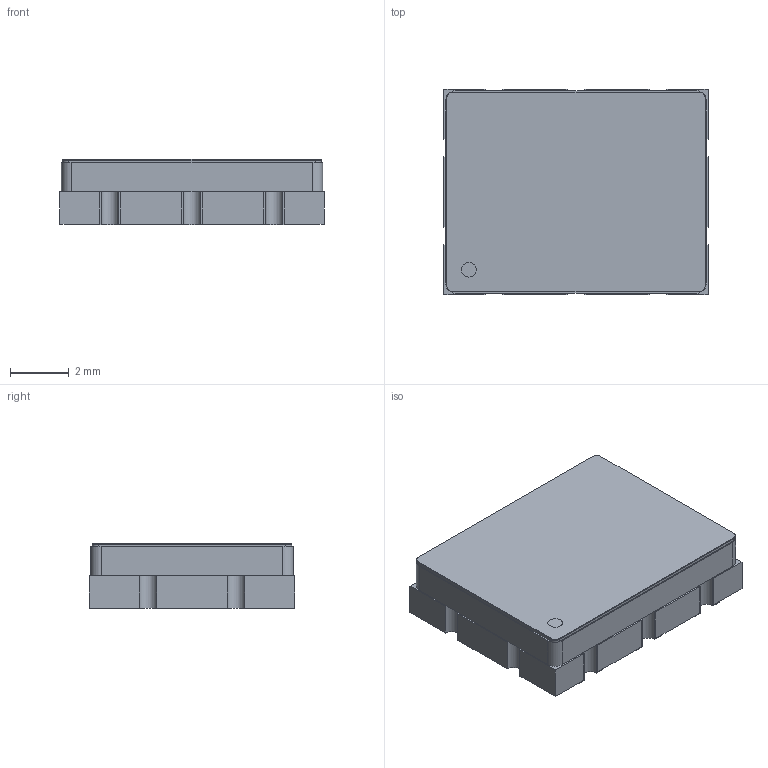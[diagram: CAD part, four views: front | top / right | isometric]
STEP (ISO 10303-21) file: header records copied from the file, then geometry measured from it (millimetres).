
FILE_DESCRIPTION(/* description */ (''),/* implementation_level */ '2;1');
FILE_NAME(/* name */ 'OSC_ABRACON_ASGTX.stp',/* time_stamp */ '2017-03-03T14:10:13+01:00',/* author */ ('riccim'),/* organization */ (''),/* preprocessor_version */ 'ST-DEVELOPER v15.5',/* originating_system */ 'AutoCAD Mechanical',/* authorisation */ '');
FILE_SCHEMA (('AUTOMOTIVE_DESIGN { 1 0 10303 214 3 1 1 }'));
Length unit declared in the file: millimetre
Products named in the file (1): Product
Bounding box: 9 x 7 x 2.24 mm (x, y, z)
Volume: 137.1 mm3; surface area: 606.8 mm2
Topology: 14 solids, 14 shells, 154 faces, 378 edges, 252 vertices
Faces by surface type: plane 127, cylinder 27
Full cylindrical faces by diameter (mm): 0.5 x2, 1.4 x3
Entity records: 4515 total; most frequent: CARTESIAN_POINT 780, ORIENTED_EDGE 746, DIRECTION 737, EDGE_CURVE 373, LINE 319, VECTOR 319, VERTEX_POINT 252, AXIS2_PLACEMENT_3D 209
